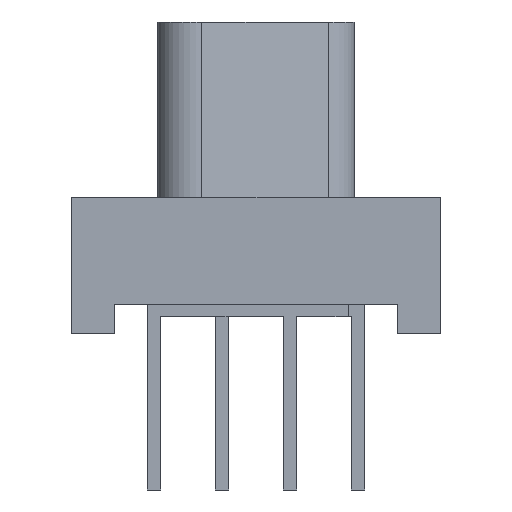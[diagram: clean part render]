
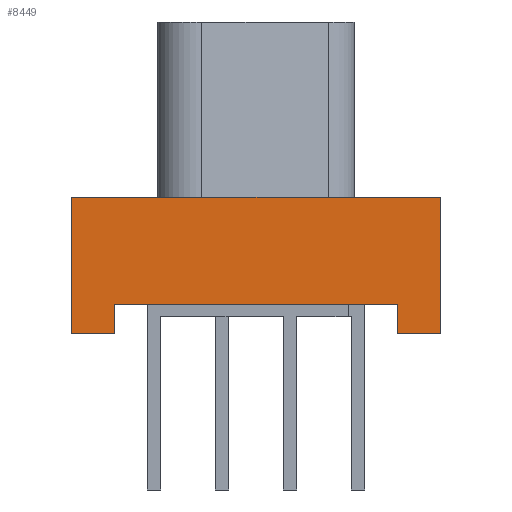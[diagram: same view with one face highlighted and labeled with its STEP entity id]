
A CAD part, left-side view. The second image highlights one B-rep face of the part: STEP entity #8449.
In plain terms, the highlighted planar face has unit normal (-1, 0, 0).
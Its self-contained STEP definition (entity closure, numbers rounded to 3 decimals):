
#72=DIRECTION('',(0.,-1.,0.));
#73=VECTOR('',#72,10.312);
#74=CARTESIAN_POINT('',(-26.226,5.156,-4.902));
#75=LINE('',#74,#73);
#76=DIRECTION('',(0.,0.,-1.));
#77=VECTOR('',#76,3.81);
#78=CARTESIAN_POINT('',(-26.226,-5.156,-4.902));
#79=LINE('',#78,#77);
#80=DIRECTION('',(0.,1.,0.));
#81=VECTOR('',#80,1.181);
#82=CARTESIAN_POINT('',(-26.226,-5.156,-8.712));
#83=LINE('',#82,#81);
#84=DIRECTION('',(0.,0.,1.));
#85=VECTOR('',#84,0.813);
#86=CARTESIAN_POINT('',(-26.226,-3.975,-8.712));
#87=LINE('',#86,#85);
#88=DIRECTION('',(0.,1.,0.));
#89=VECTOR('',#88,7.95);
#90=CARTESIAN_POINT('',(-26.226,-3.975,-7.899));
#91=LINE('',#90,#89);
#92=DIRECTION('',(0.,0.,-1.));
#93=VECTOR('',#92,0.813);
#94=CARTESIAN_POINT('',(-26.226,3.975,-7.899));
#95=LINE('',#94,#93);
#96=DIRECTION('',(0.,1.,0.));
#97=VECTOR('',#96,1.181);
#98=CARTESIAN_POINT('',(-26.226,3.975,-8.712));
#99=LINE('',#98,#97);
#100=DIRECTION('',(0.,0.,1.));
#101=VECTOR('',#100,3.81);
#102=CARTESIAN_POINT('',(-26.226,5.156,-8.712));
#103=LINE('',#102,#101);
#6366=CARTESIAN_POINT('',(-26.226,5.156,-4.902));
#6367=CARTESIAN_POINT('',(-26.226,-5.156,-4.902));
#6368=VERTEX_POINT('',#6366);
#6369=VERTEX_POINT('',#6367);
#6370=CARTESIAN_POINT('',(-26.226,-5.156,-8.712));
#6371=VERTEX_POINT('',#6370);
#6372=CARTESIAN_POINT('',(-26.226,-3.975,-8.712));
#6373=VERTEX_POINT('',#6372);
#6374=CARTESIAN_POINT('',(-26.226,-3.975,-7.899));
#6375=VERTEX_POINT('',#6374);
#6376=CARTESIAN_POINT('',(-26.226,3.975,-7.899));
#6377=VERTEX_POINT('',#6376);
#6378=CARTESIAN_POINT('',(-26.226,3.975,-8.712));
#6379=VERTEX_POINT('',#6378);
#6380=CARTESIAN_POINT('',(-26.226,5.156,-8.712));
#6381=VERTEX_POINT('',#6380);
#8426=CARTESIAN_POINT('',(-26.226,0.,0.));
#8427=DIRECTION('',(1.,0.,0.));
#8428=DIRECTION('',(0.,-1.,0.));
#8429=AXIS2_PLACEMENT_3D('',#8426,#8427,#8428);
#8430=PLANE('',#8429);
#8432=ORIENTED_EDGE('',*,*,#8431,.T.);
#8434=ORIENTED_EDGE('',*,*,#8433,.T.);
#8436=ORIENTED_EDGE('',*,*,#8435,.T.);
#8438=ORIENTED_EDGE('',*,*,#8437,.T.);
#8440=ORIENTED_EDGE('',*,*,#8439,.T.);
#8442=ORIENTED_EDGE('',*,*,#8441,.T.);
#8444=ORIENTED_EDGE('',*,*,#8443,.T.);
#8446=ORIENTED_EDGE('',*,*,#8445,.T.);
#8447=EDGE_LOOP('',(#8432,#8434,#8436,#8438,#8440,#8442,#8444,#8446));
#8448=FACE_OUTER_BOUND('',#8447,.F.);
#8449=ADVANCED_FACE('',(#8448),#8430,.F.);
#8431=EDGE_CURVE('',#6368,#6369,#75,.T.);
#8433=EDGE_CURVE('',#6369,#6371,#79,.T.);
#8435=EDGE_CURVE('',#6371,#6373,#83,.T.);
#8437=EDGE_CURVE('',#6373,#6375,#87,.T.);
#8439=EDGE_CURVE('',#6375,#6377,#91,.T.);
#8441=EDGE_CURVE('',#6377,#6379,#95,.T.);
#8443=EDGE_CURVE('',#6379,#6381,#99,.T.);
#8445=EDGE_CURVE('',#6381,#6368,#103,.T.);
